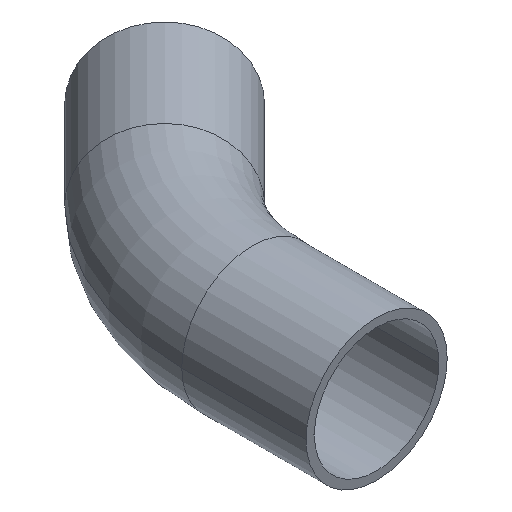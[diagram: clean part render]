
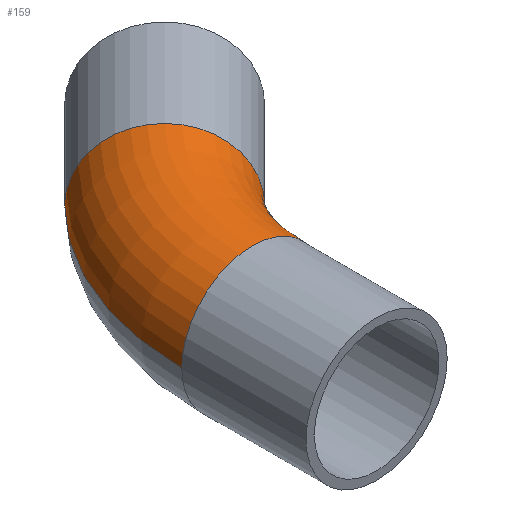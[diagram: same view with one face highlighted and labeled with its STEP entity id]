
A CAD part, isometric view. The second image highlights one B-rep face of the part: STEP entity #159.
In plain terms, the highlighted toroidal (fillet/blend) face has major radius 375 mm and minor radius 125 mm.
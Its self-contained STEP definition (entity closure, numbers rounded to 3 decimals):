
#99 = EDGE_CURVE( '', #123, #115, #234, .T. );
#111 = VERTEX_POINT( '', #249 );
#115 = VERTEX_POINT( '', #255 );
#123 = VERTEX_POINT( '', #264 );
#127 = VERTEX_POINT( '', #268 );
#145 = EDGE_CURVE( '', #123, #111, #287, .T. );
#159 = ADVANCED_FACE( '', ( #301 ), #302, .T. );
#177 = EDGE_CURVE( '', #127, #115, #323, .T. );
#179 = EDGE_CURVE( '', #127, #111, #325, .T. );
#234 = CIRCLE( '', #379, 500. );
#249 = CARTESIAN_POINT( '', ( 198.223, 396.777, 0. ) );
#255 = CARTESIAN_POINT( '', ( -125., 220., 0. ) );
#264 = CARTESIAN_POINT( '', ( 21.447, 573.553, 0. ) );
#268 = CARTESIAN_POINT( '', ( 125., 220., 0. ) );
#287 = CIRCLE( '', #442, 125. );
#301 = FACE_OUTER_BOUND( '', #462, .T. );
#302 = TOROIDAL_SURFACE( '', #463, 375., 125. );
#323 = CIRCLE( '', #489, 125. );
#325 = CIRCLE( '', #492, 250. );
#379 = AXIS2_PLACEMENT_3D( '', #541, #542, #543 );
#442 = AXIS2_PLACEMENT_3D( '', #605, #606, #607 );
#462 = EDGE_LOOP( '', ( #617, #618, #619, #620 ) );
#463 = AXIS2_PLACEMENT_3D( '', #621, #622, #623 );
#489 = AXIS2_PLACEMENT_3D( '', #655, #656, #657 );
#492 = AXIS2_PLACEMENT_3D( '', #658, #659, #660 );
#541 = CARTESIAN_POINT( '', ( 375., 220., 0. ) );
#542 = DIRECTION( '', ( 0., 0., 1. ) );
#543 = DIRECTION( '', ( 1., 0., 0. ) );
#605 = CARTESIAN_POINT( '', ( 109.835, 485.165, 0. ) );
#606 = DIRECTION( '', ( 0.707, 0.707, 0. ) );
#607 = DIRECTION( '', ( 0.707, -0.707, 0. ) );
#617 = ORIENTED_EDGE( '', *, *, #99, .T. );
#618 = ORIENTED_EDGE( '', *, *, #177, .F. );
#619 = ORIENTED_EDGE( '', *, *, #179, .T. );
#620 = ORIENTED_EDGE( '', *, *, #145, .F. );
#621 = CARTESIAN_POINT( '', ( 375., 220., 0. ) );
#622 = DIRECTION( '', ( 0., 0., 1. ) );
#623 = DIRECTION( '', ( 1., 0., 0. ) );
#655 = CARTESIAN_POINT( '', ( 0., 220., 0. ) );
#656 = DIRECTION( '', ( 0., -1., 0. ) );
#657 = DIRECTION( '', ( -1., 0., 0. ) );
#658 = CARTESIAN_POINT( '', ( 375., 220., 0. ) );
#659 = DIRECTION( '', ( 0., 0., -1. ) );
#660 = DIRECTION( '', ( 1., 0., 0. ) );
